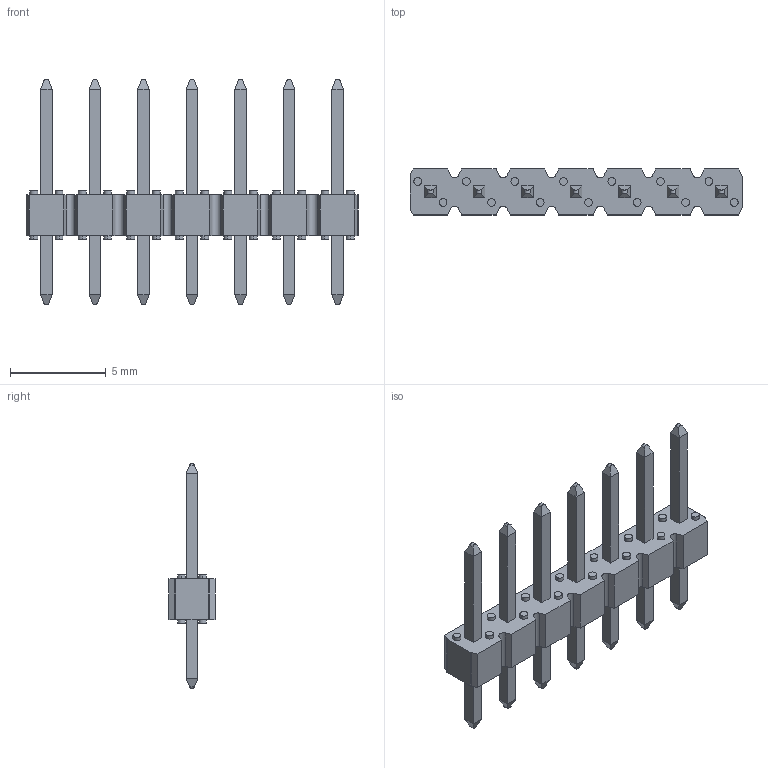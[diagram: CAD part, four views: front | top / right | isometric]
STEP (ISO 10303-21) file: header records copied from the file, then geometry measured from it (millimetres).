
FILE_DESCRIPTION((''),'2;1');
FILE_NAME('77311-Y02-7_SW0001','2009-09-21T',('sspandia'),('FCI - ELX Division'),'PRO/ENGINEER BY PARAMETRIC TECHNOLOGY CORPORATION, 2008010','PRO/ENGINEER BY PARAMETRIC TECHNOLOGY CORPORATION, 2008010','');
FILE_SCHEMA(('CONFIG_CONTROL_DESIGN'));
Length unit declared in the file: millimetre
Products named in the file (1): 77311-Y02-7_SW0001
Bounding box: 17.38 x 2.41 x 11.8 mm (x, y, z)
Volume: 108.3 mm3; surface area: 338.6 mm2
Topology: 1 solids, 1 shells, 272 faces, 628 edges, 400 vertices
Faces by surface type: plane 186, cylinder 86
Entity records: 7912 total; most frequent: CARTESIAN_POINT 1622, DIRECTION 1288, ORIENTED_EDGE 1256, EDGE_CURVE 628, VECTOR 456, LINE 456, AXIS2_PLACEMENT_3D 416, VERTEX_POINT 400
